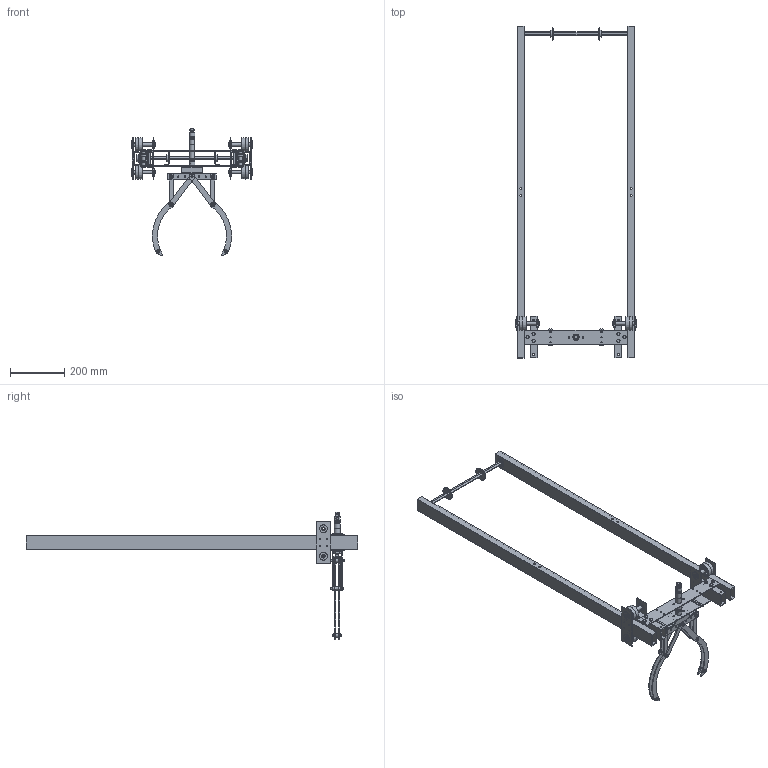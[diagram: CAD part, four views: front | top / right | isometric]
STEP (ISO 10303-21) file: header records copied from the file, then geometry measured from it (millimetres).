
FILE_DESCRIPTION(/* description */ (''),/* implementation_level */ '2;1');
FILE_NAME(/* name */ '2AM-17-A-0200 - elevator.stp',/* time_stamp */ '2017-12-28T15:17:27-08:00',/* author */ ('Micah'),/* organization */ (''),/* preprocessor_version */ 'ST-DEVELOPER v16.5',/* originating_system */ 'Autodesk Inventor 2017',/* authorisation */ '');
FILE_SCHEMA (('AUTOMOTIVE_DESIGN { 1 0 10303 214 3 1 1 }'));
Length unit declared in the file: inch
Products named in the file (53): elevator; main beam; 0_500_Hex_ID_x_1_125_OD_x_0_313_WD_Flanged_Bearing_v2_217-3875; 1_2_OD_Hex_Stock_18_217-3309; 217-2737.20121205; _22t_Aluminum_Hub_Sprocket_25_Chain_1_2_Hex_Bore_217-2640; 2AM-17-A-1200 - slider; slider-crossbeam; 2AM-17-P-0205; 2AM-17-A-4200 - inside slider; 0_500_ID_x_0_875_OD_x_0_281_WD_Radial_Bearing_217-3337; 2AM-17-P-4201 - tube shaft; 2AM-17-A-2200 - slider outside; 2AM-17-P-0206  - slider plate; 0_500_ID_x_1_125_OD_x_0_313_WD_Flanged_Bearing_217-2731; 2AM-17-A-3200 - wheels for outside slider; 2in Wheel Intergrated 0500 HEX Hub; 2AM-17-P-1202 - hex to tube adapter; 2in Tread; 2AM-17-P-2202 - tube shaft; AS 2465 - 1/4 x 2 1/2  UNC; AS 2465 - 1/4 x 1/2  UNC; 217-4399-004 Rev1; 2AM-17-A-5200 - claw; 2AM-17-P-5205 - c channel; 2AM-17-P-5204 - links; 2AM-17-A-6200 - claw arm; 2AM-17-P-5201 - claw arm; 2AM-17-P-5202 - arm supports; AS 2465 - 1/4 x 1  UNC; AS 2465 - 1/4  UNC; 2AM-17-P-5206 - spacer 035; 2AM-17-P-5206 - supports spacer 09; 2AM-17-P-5206 - supports spacer 215; 2AM-17-P-5209 - cylinder mount; 042-DP(F,D-166-3)(F,D-9); 04R000-0_rod_guide; 04R-3_25550C1; 04P0000_rear_head1; D-51 ...
Assembly tree (91 placements, depth 5):
  elevator
    main beam  x2
    0_500_Hex_ID_x_1_125_OD_x_0_313_WD_Flanged_Bearing_v2_217-3875  x2
    1_2_OD_Hex_Stock_18_217-3309
    217-2737.20121205  x2
    _22t_Aluminum_Hub_Sprocket_25_Chain_1_2_Hex_Bore_217-2640  x2
    2AM-17-A-1200 - slider
      slider-crossbeam  x2
      2AM-17-P-0205  x2
      2AM-17-A-2200 - slider outside  x2
        2AM-17-P-0206  - slider plate
        0_500_ID_x_1_125_OD_x_0_313_WD_Flanged_Bearing_217-2731
        2AM-17-A-3200 - wheels for outside slider
          2in Wheel Intergrated 0500 HEX Hub
          2AM-17-P-1202 - hex to tube adapter
          2in Tread
          2AM-17-P-2202 - tube shaft
      2AM-17-A-4200 - inside slider  x2
        0_500_ID_x_0_875_OD_x_0_281_WD_Radial_Bearing_217-3337
        2AM-17-P-4201 - tube shaft
      AS 2465 - 1/4 x 2 1/2  UNC  x4
      AS 2465 - 1/4 x 1/2  UNC  x4
      AS 2465 - 1/4  UNC  x4
      217-4399-004 Rev1  x2
    2AM-17-A-5200 - claw
      2AM-17-A-6200 - claw arm  x2
        2AM-17-P-5201 - claw arm
        2AM-17-P-5202 - arm supports
        AS 2465 - 1/4 x 1  UNC
        AS 2465 - 1/4  UNC
        2AM-17-P-5206 - spacer 035
      2AM-17-P-5204 - links  x4
      2AM-17-P-5205 - c channel
      2AM-17-P-5206 - supports spacer 09  x2
      2AM-17-P-5206 - supports spacer 215  x2
      2AM-17-P-5209 - cylinder mount
      042-DP(F,D-166-3)(F,D-9)
        04R000-0_rod_guide
        04R-3_25550C1
        04P0000_rear_head1
        D-51
        D-9
      rod1
        042-DPC(F,D-166-3)(F,D-9)0000000_0_dummy1
        C-042-DP000_rod
        D-166-3-dummy
        D-14055
        D-344
      IS 2269 - M5 x 40  x2
      ISO 4762 - M5 x 45
      ANSI B18.2.4.5M - M5 x 0.8  x4
      ISO 4762 - M5 x 30
      ISO 4762 - M6 x 30
      ANSI B18.2.4.5M - M6 x 1
Bounding box: 447.74 x 1219.2 x 469.31 mm (x, y, z)
Volume: 1959745.3 mm3; surface area: 1263391.9 mm2
Topology: 109 solids, 109 shells, 2652 faces, 6407 edges, 4156 vertices
Faces by surface type: plane 969, cylinder 787, cone 468, bspline 300, torus 128
Full cylindrical faces by diameter (mm): 2.261 x2, 3.175 x32, 3.251 x8, 3.264 x2, 4.134 x4, 4.14 x30, 4.648 x2, 4.762 x2, 4.917 x1, 4.978 x6, 5 x4, 5.367 x2, 5.41 x1, 5.842 x1, 6 x1, 6.35 x97, 6.388 x2, 6.401 x1, 6.439 x1, 6.553 x6, 7.925 x1, 8.5 x4, 10 x1, 11.125 x10, 12.649 x10, 12.7 x26, 13.678 x1, 14.348 x1, 14.732 x8, 15.812 x1
Entity records: 39310 total; most frequent: CARTESIAN_POINT 13867, DIRECTION 4840, ORIENTED_EDGE 4728, EDGE_CURVE 2364, AXIS2_PLACEMENT_3D 2031, VERTEX_POINT 1637, EDGE_LOOP 1601, FACE_OUTER_BOUND 1097
